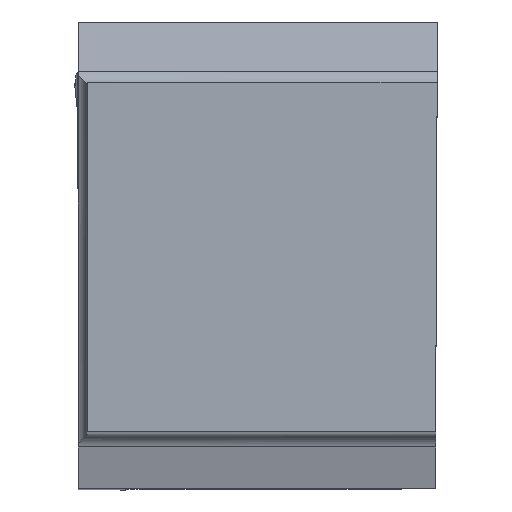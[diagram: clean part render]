
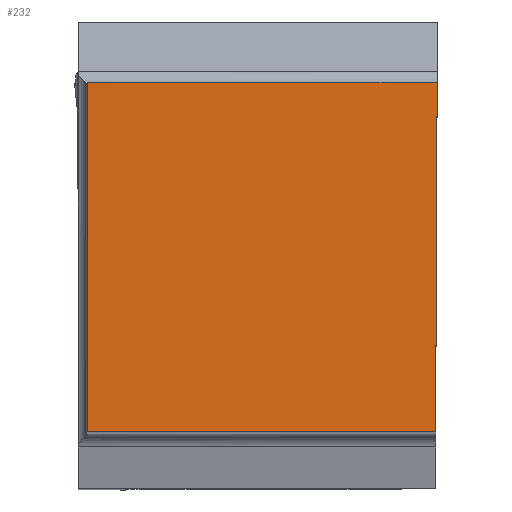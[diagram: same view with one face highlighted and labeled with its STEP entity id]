
A CAD part, top view. The second image highlights one B-rep face of the part: STEP entity #232.
In plain terms, the highlighted planar face has unit normal (0, 0, 1).
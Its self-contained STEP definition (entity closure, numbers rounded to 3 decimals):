
#232=ADVANCED_FACE('CU_BACK_SU1',(#350),#310,.F.);
#310=PLANE('',#1704);
#350=FACE_OUTER_BOUND('',#429,.T.);
#429=EDGE_LOOP('',(#579,#580,#581,#582));
#579=ORIENTED_EDGE('',*,*,#1155,.T.);
#580=ORIENTED_EDGE('',*,*,#1150,.T.);
#581=ORIENTED_EDGE('',*,*,#1156,.T.);
#582=ORIENTED_EDGE('',*,*,#1157,.F.);
#1002=VERTEX_POINT('',#2441);
#1003=VERTEX_POINT('',#2443);
#1005=VERTEX_POINT('',#2452);
#1006=VERTEX_POINT('',#2454);
#1150=EDGE_CURVE('',#1003,#1002,#1342,.T.);
#1155=EDGE_CURVE('',#1005,#1003,#1346,.T.);
#1156=EDGE_CURVE('',#1002,#1006,#1347,.T.);
#1157=EDGE_CURVE('',#1005,#1006,#1348,.T.);
#1342=LINE('',#2442,#1483);
#1346=LINE('',#2451,#1487);
#1347=LINE('',#2453,#1488);
#1348=LINE('',#2455,#1489);
#1483=VECTOR('',#1898,1.);
#1487=VECTOR('',#1908,1.);
#1488=VECTOR('',#1909,1.);
#1489=VECTOR('',#1910,1.);
#1704=AXIS2_PLACEMENT_3D('',#2456,#1911,#1912);
#1898=DIRECTION('',(0.004,1.,0.));
#1908=DIRECTION('',(1.,0.,0.));
#1909=DIRECTION('',(-1.,0.,0.));
#1910=DIRECTION('',(0.,1.,0.));
#1911=DIRECTION('',(0.,0.,-1.));
#1912=DIRECTION('',(-1.,0.,0.));
#2441=CARTESIAN_POINT('',(0.,31.85,0.));
#2442=CARTESIAN_POINT('',(0.088,51.953,0.));
#2443=CARTESIAN_POINT('',(-0.139,0.,0.));
#2451=CARTESIAN_POINT('',(23.593,0.,0.));
#2452=CARTESIAN_POINT('',(-31.85,0.,0.));
#2453=CARTESIAN_POINT('',(23.593,31.85,0.));
#2454=CARTESIAN_POINT('',(-31.85,31.85,0.));
#2455=CARTESIAN_POINT('',(-31.85,51.85,0.));
#2456=CARTESIAN_POINT('',(23.593,51.85,0.));
